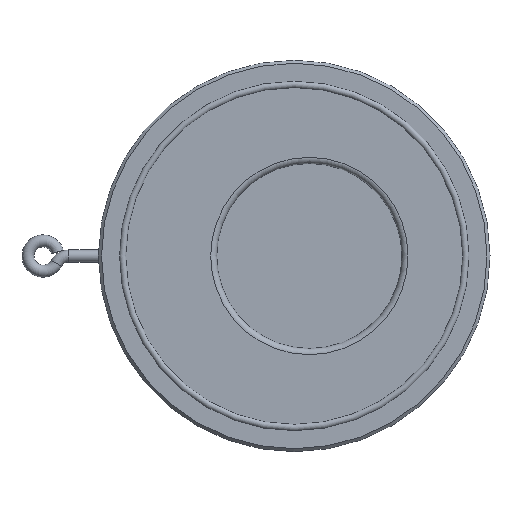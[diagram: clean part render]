
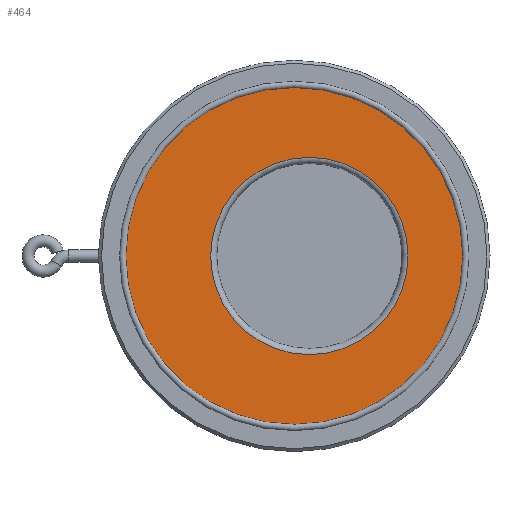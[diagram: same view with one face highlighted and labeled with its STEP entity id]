
A CAD part, left-side view. The second image highlights one B-rep face of the part: STEP entity #464.
In plain terms, the highlighted planar face has unit normal (-1, 0, 0).
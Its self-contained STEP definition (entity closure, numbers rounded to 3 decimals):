
#269=CARTESIAN_POINT('',(-9.0,83.72,0.0));
#270=VERTEX_POINT('',#269);
#271=CARTESIAN_POINT('',(-9.0,0.0,0.0));
#272=DIRECTION('',(1.0,0.0,0.0));
#273=DIRECTION('',(0.0,1.0,0.0));
#274=AXIS2_PLACEMENT_3D('',#271,#272,#273);
#275=CIRCLE('',#274,83.72);
#276=EDGE_CURVE('',#270,#270,#275,.T.);
#445=CARTESIAN_POINT('',(-9.0,41.86,0.0));
#446=DIRECTION('',(-1.0,0.0,0.0));
#447=DIRECTION('',(0.0,0.0,1.0));
#448=AXIS2_PLACEMENT_3D('',#445,#446,#447);
#449=PLANE('',#448);
#450=ORIENTED_EDGE('',*,*,#276,.F.);
#451=EDGE_LOOP('',(#450));
#452=FACE_OUTER_BOUND('',#451,.T.);
#453=CARTESIAN_POINT('',(-9.0,41.5,0.));
#454=VERTEX_POINT('',#453);
#455=CARTESIAN_POINT('',(-9.0,-7.5,0.0));
#456=DIRECTION('',(-1.0,0.0,0.0));
#457=DIRECTION('',(0.0,-1.0,0.0));
#458=AXIS2_PLACEMENT_3D('',#455,#456,#457);
#459=CIRCLE('',#458,49.0);
#460=EDGE_CURVE('',#454,#454,#459,.T.);
#461=ORIENTED_EDGE('',*,*,#460,.F.);
#462=EDGE_LOOP('',(#461));
#463=FACE_BOUND('',#462,.T.);
#464=ADVANCED_FACE('',(#452,#463),#449,.T.);
